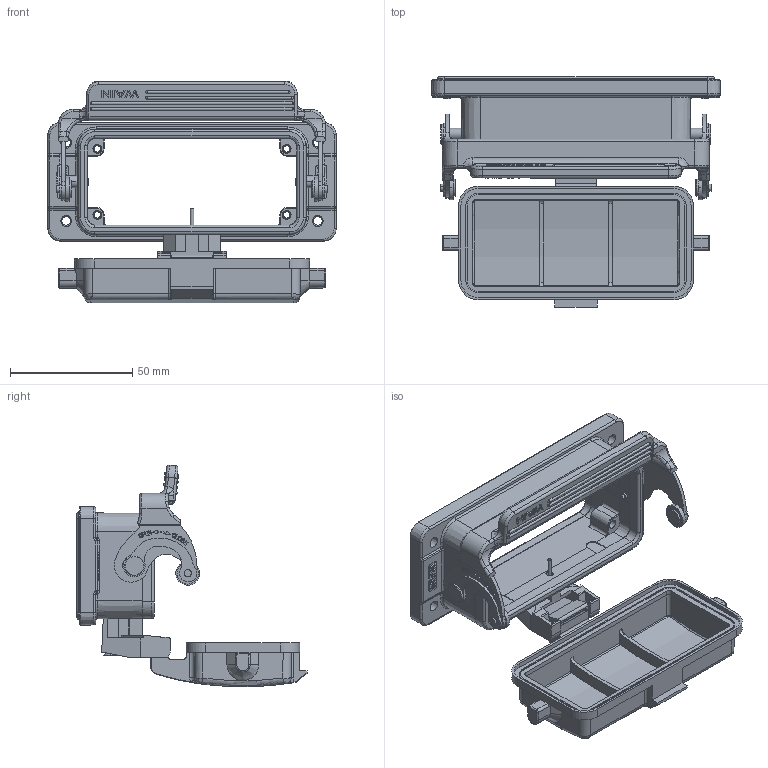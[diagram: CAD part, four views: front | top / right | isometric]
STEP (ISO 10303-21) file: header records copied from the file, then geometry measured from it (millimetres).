
FILE_DESCRIPTION((''),'2;1');
FILE_NAME('3D_1111163218001_W16B-BK-1L_SC-','2020-11-12T',('sy.ji'),(''),'PRO/ENGINEER BY PARAMETRIC TECHNOLOGY CORPORATION, 2012480','PRO/ENGINEER BY PARAMETRIC TECHNOLOGY CORPORATION, 2012480','');
FILE_SCHEMA(('CONFIG_CONTROL_DESIGN'));
Products named in the file (1): 3D_1111163218001_W16B-BK-1L_SC-
Bounding box: 117.99 x 94.15 x 90.68 mm (x, y, z)
Volume: 81103.7 mm3; surface area: 64103.6 mm2
Topology: 3 solids, 37 shells, 2137 faces, 5913 edges, 3839 vertices
Faces by surface type: plane 883, cylinder 598, extrusion 270, cone 121, torus 120, bspline 87, sphere 58
Entity records: 85886 total; most frequent: CARTESIAN_POINT 25798, ORIENTED_EDGE 11642, DIRECTION 10015, EDGE_CURVE 5850, VERTEX_POINT 3839, VECTOR 3379, AXIS2_PLACEMENT_3D 3318, LINE 3109
